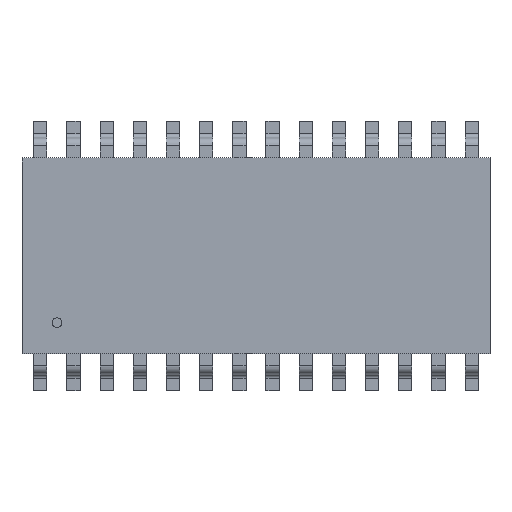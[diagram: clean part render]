
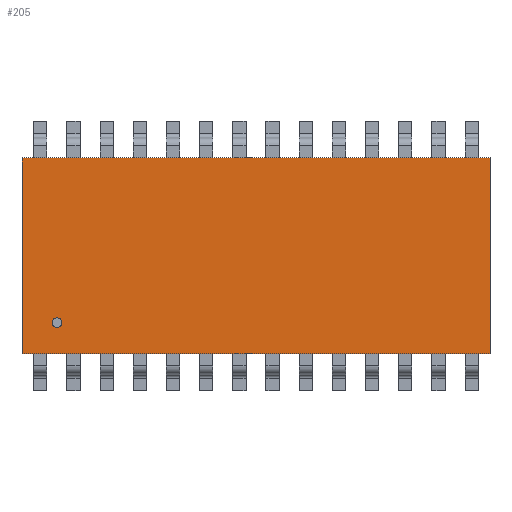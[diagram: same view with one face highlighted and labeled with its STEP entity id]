
A CAD part, top view. The second image highlights one B-rep face of the part: STEP entity #205.
In plain terms, the highlighted planar face has unit normal (0, 0, 1).
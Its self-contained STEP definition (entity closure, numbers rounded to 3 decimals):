
#84 = VERTEX_POINT('',#85);
#85 = CARTESIAN_POINT('',(8.954,3.746,2.642));
#91 = EDGE_CURVE('',#92,#84,#94,.T.);
#92 = VERTEX_POINT('',#93);
#93 = CARTESIAN_POINT('',(8.954,-3.746,2.642));
#94 = LINE('',#95,#96);
#95 = CARTESIAN_POINT('',(8.954,-3.746,2.642));
#96 = VECTOR('',#97,1.);
#97 = DIRECTION('',(0.,1.,0.));
#122 = VERTEX_POINT('',#123);
#123 = CARTESIAN_POINT('',(-8.954,3.746,2.642));
#129 = EDGE_CURVE('',#84,#122,#130,.T.);
#130 = LINE('',#131,#132);
#131 = CARTESIAN_POINT('',(8.954,3.746,2.642));
#132 = VECTOR('',#133,1.);
#133 = DIRECTION('',(-1.,0.,0.));
#153 = VERTEX_POINT('',#154);
#154 = CARTESIAN_POINT('',(-8.954,-3.746,2.642));
#160 = EDGE_CURVE('',#122,#153,#161,.T.);
#161 = LINE('',#162,#163);
#162 = CARTESIAN_POINT('',(-8.954,3.746,2.642));
#163 = VECTOR('',#164,1.);
#164 = DIRECTION('',(0.,-1.,0.));
#182 = EDGE_CURVE('',#153,#92,#183,.T.);
#183 = LINE('',#184,#185);
#184 = CARTESIAN_POINT('',(-8.954,-3.746,2.642));
#185 = VECTOR('',#186,1.);
#186 = DIRECTION('',(1.,0.,0.));
#205 = ADVANCED_FACE('',(#206),#212,.T.);
#206 = FACE_BOUND('',#207,.T.);
#207 = EDGE_LOOP('',(#208,#209,#210,#211));
#208 = ORIENTED_EDGE('',*,*,#91,.T.);
#209 = ORIENTED_EDGE('',*,*,#129,.T.);
#210 = ORIENTED_EDGE('',*,*,#160,.T.);
#211 = ORIENTED_EDGE('',*,*,#182,.T.);
#212 = PLANE('',#213);
#213 = AXIS2_PLACEMENT_3D('',#214,#215,#216);
#214 = CARTESIAN_POINT('',(8.954,-3.746,2.642));
#215 = DIRECTION('',(0.,0.,1.));
#216 = DIRECTION('',(-1.,0.,0.));
